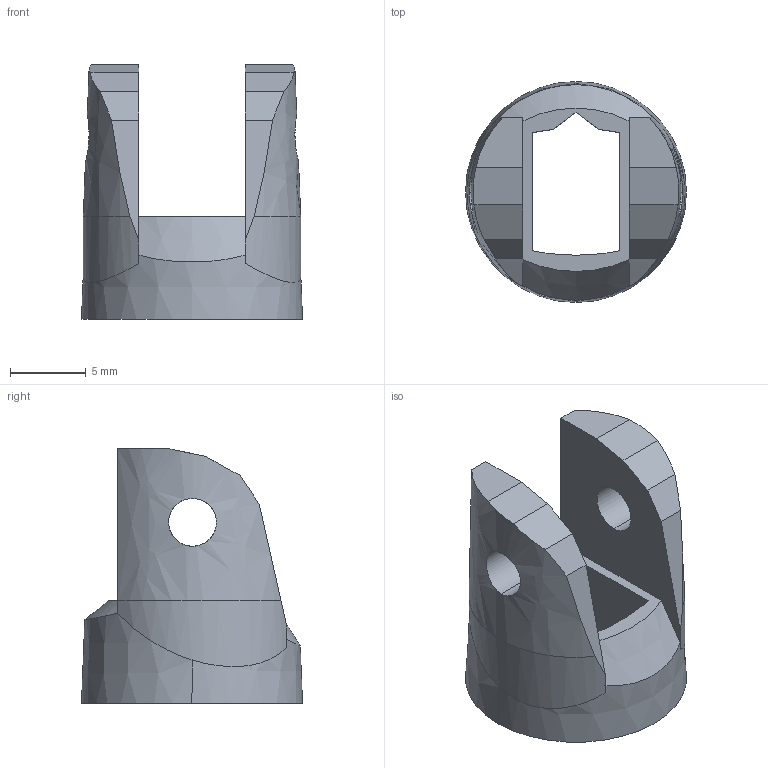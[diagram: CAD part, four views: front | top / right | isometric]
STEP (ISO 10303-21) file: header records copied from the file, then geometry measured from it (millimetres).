
FILE_DESCRIPTION (( 'STEP AP203' ), '1' );
FILE_NAME ('Serdeczny_Finger5_Domyœlna_sldprt.STEP', '2020-06-09T22:46:51', ( '' ), ( '' ), 'SwSTEP 2.0', 'SolidWorks 2018', '' );
FILE_SCHEMA (( 'CONFIG_CONTROL_DESIGN' ));
Length unit declared in the file: millimetre
Products named in the file (1): Serdeczny_Finger5_Domyœlna_sldprt
Bounding box: 14.55 x 14.55 x 16.78 mm (x, y, z)
Volume: 1204 mm3; surface area: 1171.3 mm2
Topology: 1 solids, 1 shells, 36 faces, 107 edges, 73 vertices
Faces by surface type: plane 22, cylinder 7, cone 4, bspline 3
Entity records: 1591 total; most frequent: CARTESIAN_POINT 581, ORIENTED_EDGE 214, DIRECTION 164, EDGE_CURVE 107, VERTEX_POINT 73, LINE 56, VECTOR 56, AXIS2_PLACEMENT_3D 54
